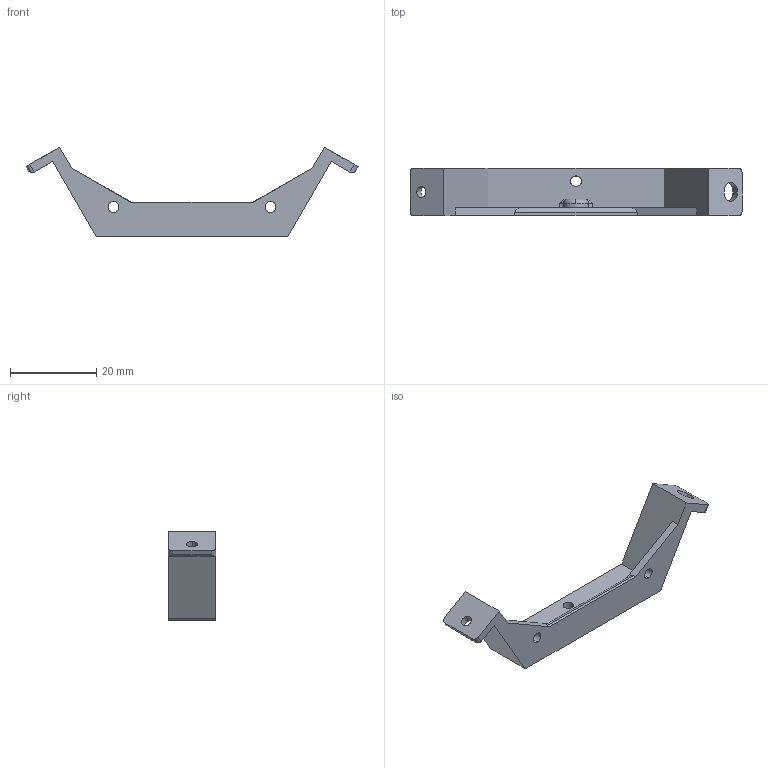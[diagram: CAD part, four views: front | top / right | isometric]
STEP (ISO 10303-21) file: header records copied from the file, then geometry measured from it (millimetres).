
FILE_DESCRIPTION (( 'STEP AP214' ), '1' );
FILE_NAME ('iris-hexcage.STEP', '2023-11-10T08:31:11', ( '' ), ( '' ), 'SwSTEP 2.0', 'SolidWorks 2022', '' );
FILE_SCHEMA (( 'AUTOMOTIVE_DESIGN' ));
Length unit declared in the file: millimetre
Products named in the file (1): iris-hexcage
Bounding box: 77.08 x 11 x 20.75 mm (x, y, z)
Volume: 3569.5 mm3; surface area: 3338.1 mm2
Topology: 1 solids, 1 shells, 48 faces, 132 edges, 86 vertices
Faces by surface type: cylinder 23, plane 21, torus 4
Entity records: 1684 total; most frequent: CARTESIAN_POINT 307, ORIENTED_EDGE 264, DIRECTION 262, EDGE_CURVE 132, AXIS2_PLACEMENT_3D 91, VERTEX_POINT 86, VECTOR 80, LINE 80
